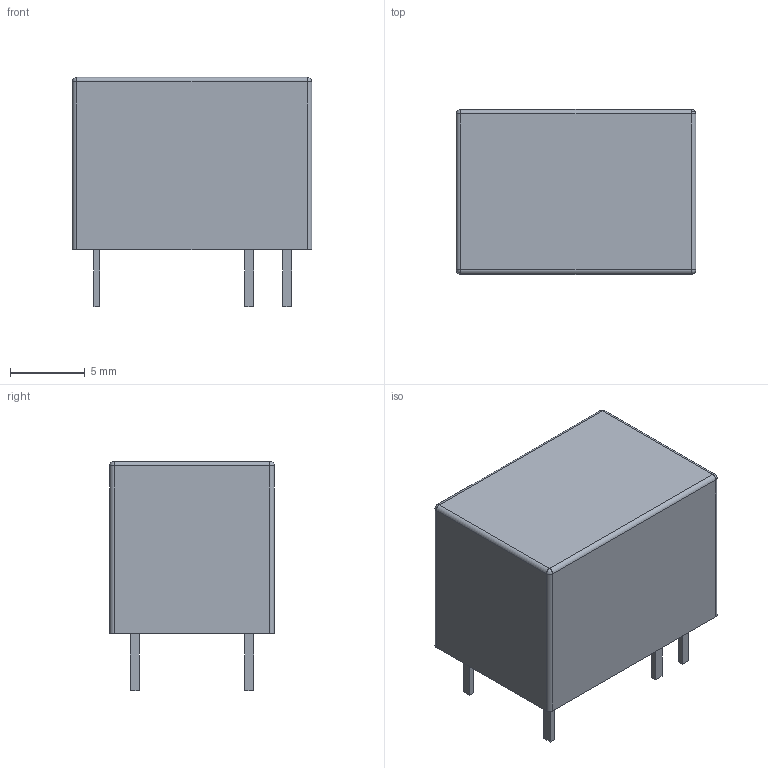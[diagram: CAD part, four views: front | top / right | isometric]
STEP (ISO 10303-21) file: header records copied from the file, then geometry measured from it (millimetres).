
FILE_DESCRIPTION((''),'2;1');
FILE_NAME('REL_MALUSKA_FRS1.stp','2012-11-12T14:21:05',(''),(''),'Mechanical Desktop 2011','Mechanical Desktop 2011',', , ');
FILE_SCHEMA(('AUTOMOTIVE_DESIGN { 1 2 10303 214 1 1 1 1 }'));
Length unit declared in the file: millimetre
Products named in the file (1): Product
Bounding box: 16 x 11 x 15.3 mm (x, y, z)
Volume: 2027.6 mm3; surface area: 1008.5 mm2
Topology: 7 solids, 7 shells, 55 faces, 114 edges, 71 vertices
Faces by surface type: plane 36, cylinder 8, bspline 6, sphere 5
Entity records: 1464 total; most frequent: CARTESIAN_POINT 257, DIRECTION 232, ORIENTED_EDGE 224, EDGE_CURVE 112, VECTOR 92, LINE 92, VERTEX_POINT 71, AXIS2_PLACEMENT_3D 70
